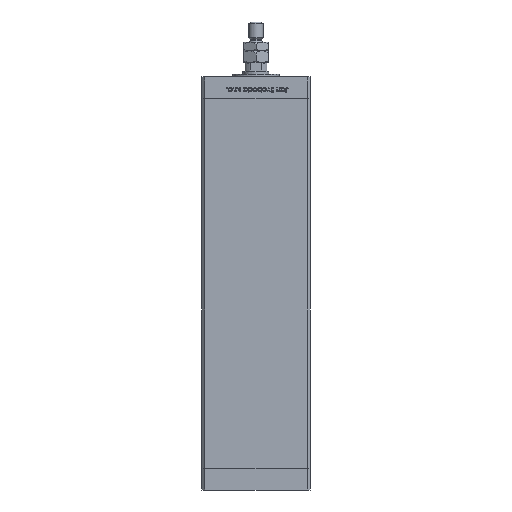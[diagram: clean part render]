
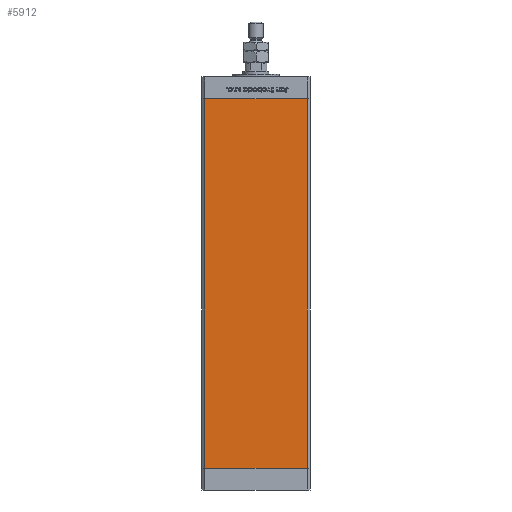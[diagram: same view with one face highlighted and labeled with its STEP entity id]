
A CAD part, front view. The second image highlights one B-rep face of the part: STEP entity #5912.
In plain terms, the highlighted planar face has unit normal (0, -1, 0).
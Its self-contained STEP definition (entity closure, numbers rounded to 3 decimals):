
#551 = CARTESIAN_POINT ( 'NONE',  ( -35.5, -32.5, 256. ) ) ;
#1239 = CARTESIAN_POINT ( 'NONE',  ( -35.5, -32.5, 0. ) ) ;
#2958 = DIRECTION ( 'NONE',  ( 0., 0., 1. ) ) ;
#3225 = PLANE ( 'NONE',  #49281 ) ;
#4902 = LINE ( 'NONE', #551, #46714 ) ;
#5912 = ADVANCED_FACE ( 'NONE', ( #40457 ), #3225, .F. ) ;
#6853 = CARTESIAN_POINT ( 'NONE',  ( 35.5, -32.5, 256. ) ) ;
#7163 = EDGE_CURVE ( 'NONE', #7343, #48049, #10971, .T. ) ;
#7343 = VERTEX_POINT ( 'NONE', #6853 ) ;
#10043 = DIRECTION ( 'NONE',  ( 0., 0., -1. ) ) ;
#10971 = LINE ( 'NONE', #27290, #29381 ) ;
#11513 = DIRECTION ( 'NONE',  ( 0., 0., -1. ) ) ;
#12789 = VERTEX_POINT ( 'NONE', #14152 ) ;
#14152 = CARTESIAN_POINT ( 'NONE',  ( -35.5, -32.5, 0. ) ) ;
#19403 = EDGE_CURVE ( 'NONE', #12789, #48049, #33568, .T. ) ;
#19602 = EDGE_LOOP ( 'NONE', ( #48101, #36930, #35526, #50613 ) ) ;
#19793 = DIRECTION ( 'NONE',  ( 0., 1., 0. ) ) ;
#21197 = CARTESIAN_POINT ( 'NONE',  ( 35.5, -32.5, 0. ) ) ;
#24285 = DIRECTION ( 'NONE',  ( 1., 0., 0. ) ) ;
#27290 = CARTESIAN_POINT ( 'NONE',  ( 35.5, -32.5, 256. ) ) ;
#28798 = VECTOR ( 'NONE', #24285, 1000. ) ;
#29381 = VECTOR ( 'NONE', #11513, 1000. ) ;
#29502 = DIRECTION ( 'NONE',  ( 1., 0., 0. ) ) ;
#30513 = VERTEX_POINT ( 'NONE', #37146 ) ;
#31001 = VECTOR ( 'NONE', #29502, 1000. ) ;
#31863 = EDGE_CURVE ( 'NONE', #30513, #7343, #40064, .T. ) ;
#33568 = LINE ( 'NONE', #1239, #31001 ) ;
#35526 = ORIENTED_EDGE ( 'NONE', *, *, #31863, .F. ) ;
#36930 = ORIENTED_EDGE ( 'NONE', *, *, #7163, .F. ) ;
#37146 = CARTESIAN_POINT ( 'NONE',  ( -35.5, -32.5, 256. ) ) ;
#40064 = LINE ( 'NONE', #41131, #28798 ) ;
#40457 = FACE_OUTER_BOUND ( 'NONE', #19602, .T. ) ;
#41131 = CARTESIAN_POINT ( 'NONE',  ( -35.5, -32.5, 256. ) ) ;
#46714 = VECTOR ( 'NONE', #10043, 1000. ) ;
#48049 = VERTEX_POINT ( 'NONE', #21197 ) ;
#48101 = ORIENTED_EDGE ( 'NONE', *, *, #19403, .T. ) ;
#49281 = AXIS2_PLACEMENT_3D ( 'NONE', #49415, #19793, #2958 ) ;
#49415 = CARTESIAN_POINT ( 'NONE',  ( -35.5, -32.5, 256. ) ) ;
#50613 = ORIENTED_EDGE ( 'NONE', *, *, #52851, .T. ) ;
#52851 = EDGE_CURVE ( 'NONE', #30513, #12789, #4902, .T. ) ;
